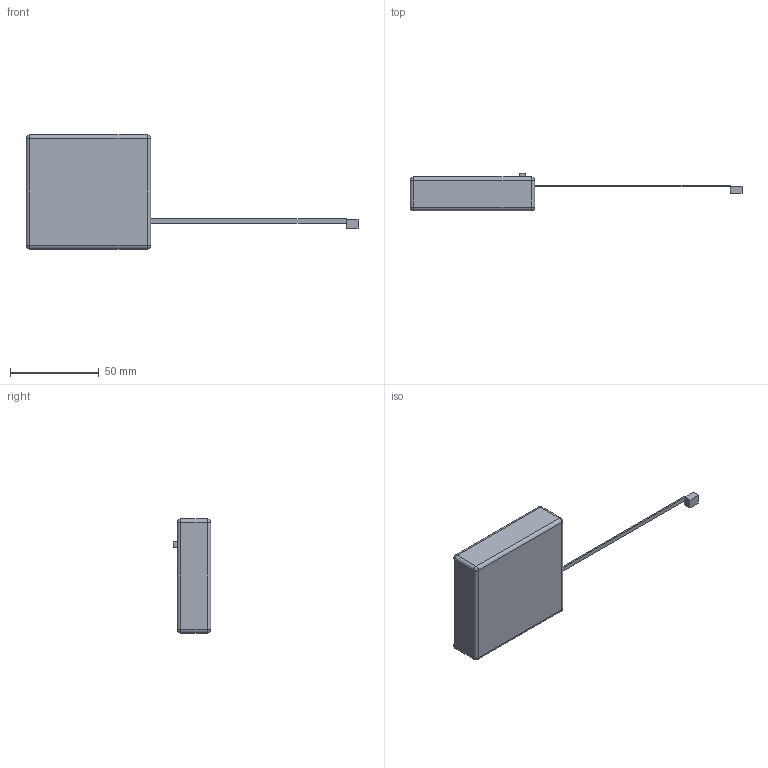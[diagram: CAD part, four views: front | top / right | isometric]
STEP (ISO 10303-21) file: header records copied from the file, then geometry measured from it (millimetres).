
FILE_DESCRIPTION((''),'2;1');
FILE_NAME('2_BATTERY_CASE_WITH_WIRE_PH2_0','2024-03-09T15:08:13',('qinghui.yi'),(''),'CREO PARAMETRIC BY PTC INC, 2019164','CREO PARAMETRIC BY PTC INC, 2019164','');
FILE_SCHEMA(('CONFIG_CONTROL_DESIGN','SHAPE_APPEARANCE_LAYERS_GROUPS'));
Length unit declared in the file: millimetre
Products named in the file (1): 2_BATTERY_CASE_WITH_WIRE_PH2_0
Bounding box: 186.9 x 21.2 x 64.2 mm (x, y, z)
Volume: 85453.7 mm3; surface area: 14611.8 mm2
Topology: 1 solids, 1 shells, 47 faces, 103 edges, 64 vertices
Faces by surface type: plane 27, cylinder 12, sphere 8
Entity records: 1629 total; most frequent: COLOUR_RGB 312, DIRECTION 223, CARTESIAN_POINT 209, ORIENTED_EDGE 200, EDGE_CURVE 100, VECTOR 79, LINE 79, AXIS2_PLACEMENT_3D 72
